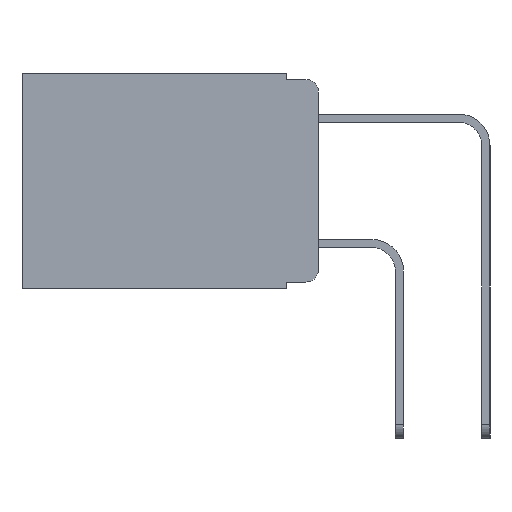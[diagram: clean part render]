
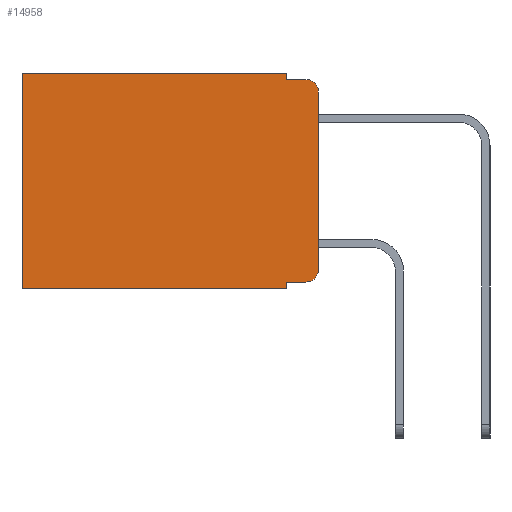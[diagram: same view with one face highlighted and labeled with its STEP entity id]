
A CAD part, left-side view. The second image highlights one B-rep face of the part: STEP entity #14958.
In plain terms, the highlighted planar face has unit normal (-1, 0, 0).
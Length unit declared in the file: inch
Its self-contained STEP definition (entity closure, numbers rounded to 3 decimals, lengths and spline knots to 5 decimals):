
#283 = EDGE_CURVE ( 'NONE', #15648, #17531, #690, .T. ) ;
#297 = CARTESIAN_POINT ( 'NONE',  ( 0.298, 0.02, -0.01 ) ) ;
#609 = CARTESIAN_POINT ( 'NONE',  ( 0.298, 0., 0. ) ) ;
#633 = CARTESIAN_POINT ( 'NONE',  ( 0.298, 0., -0.313 ) ) ;
#690 = LINE ( 'NONE', #6102, #9048 ) ;
#798 = DIRECTION ( 'NONE',  ( -1., 0., 0. ) ) ;
#802 = CARTESIAN_POINT ( 'NONE',  ( 0.298, 0.473, -0.343 ) ) ;
#1845 = VERTEX_POINT ( 'NONE', #12652 ) ;
#2169 = EDGE_CURVE ( 'NONE', #12366, #4695, #2212, .T. ) ;
#2212 = LINE ( 'NONE', #7448, #19020 ) ;
#2492 = CARTESIAN_POINT ( 'NONE',  ( 0.298, 0.473, 0. ) ) ;
#3073 = ORIENTED_EDGE ( 'NONE', *, *, #15231, .T. ) ;
#3091 = AXIS2_PLACEMENT_3D ( 'NONE', #3309, #4963, #16110 ) ;
#3248 = CARTESIAN_POINT ( 'NONE',  ( 0.298, 0.051, -0.333 ) ) ;
#3309 = CARTESIAN_POINT ( 'NONE',  ( 0.298, 0., 0. ) ) ;
#3939 = VERTEX_POINT ( 'NONE', #802 ) ;
#4097 = VERTEX_POINT ( 'NONE', #633 ) ;
#4105 = LINE ( 'NONE', #609, #16321 ) ;
#4231 = CIRCLE ( 'NONE', #20412, 0.02 ) ;
#4695 = VERTEX_POINT ( 'NONE', #297 ) ;
#4703 = LINE ( 'NONE', #6456, #8635 ) ;
#4776 = EDGE_CURVE ( 'NONE', #9603, #3939, #5472, .T. ) ;
#4888 = DIRECTION ( 'NONE',  ( 0., -1., 0. ) ) ;
#4963 = DIRECTION ( 'NONE',  ( 1., 0., 0. ) ) ;
#5033 = CARTESIAN_POINT ( 'NONE',  ( 0.298, 0.051, 0. ) ) ;
#5160 = EDGE_CURVE ( 'NONE', #17531, #3939, #18937, .T. ) ;
#5472 = LINE ( 'NONE', #20163, #18022 ) ;
#5653 = CARTESIAN_POINT ( 'NONE',  ( 0.298, 0., 0. ) ) ;
#5873 = ORIENTED_EDGE ( 'NONE', *, *, #11982, .T. ) ;
#6102 = CARTESIAN_POINT ( 'NONE',  ( 0.298, 0.051, 0. ) ) ;
#6456 = CARTESIAN_POINT ( 'NONE',  ( 0.298, 0.051, 0. ) ) ;
#6493 = VECTOR ( 'NONE', #17249, 39.37008 ) ;
#6662 = FACE_OUTER_BOUND ( 'NONE', #14147, .T. ) ;
#7250 = CIRCLE ( 'NONE', #19984, 0.02 ) ;
#7401 = EDGE_CURVE ( 'NONE', #13828, #4097, #7250, .T. ) ;
#7448 = CARTESIAN_POINT ( 'NONE',  ( 0.298, 0.051, -0.01 ) ) ;
#7456 = ORIENTED_EDGE ( 'NONE', *, *, #283, .F. ) ;
#8635 = VECTOR ( 'NONE', #17448, 39.37008 ) ;
#9048 = VECTOR ( 'NONE', #13641, 39.37008 ) ;
#9603 = VERTEX_POINT ( 'NONE', #2492 ) ;
#10093 = LINE ( 'NONE', #5653, #18165 ) ;
#10317 = ORIENTED_EDGE ( 'NONE', *, *, #14621, .F. ) ;
#10698 = CARTESIAN_POINT ( 'NONE',  ( 0.298, 0.02, -0.03 ) ) ;
#10954 = LINE ( 'NONE', #3248, #18575 ) ;
#11262 = ORIENTED_EDGE ( 'NONE', *, *, #2169, .F. ) ;
#11354 = DIRECTION ( 'NONE',  ( -1., 0., 0. ) ) ;
#11982 = EDGE_CURVE ( 'NONE', #1845, #4695, #4231, .T. ) ;
#12218 = ORIENTED_EDGE ( 'NONE', *, *, #5160, .F. ) ;
#12232 = DIRECTION ( 'NONE',  ( 0., 0., -1. ) ) ;
#12366 = VERTEX_POINT ( 'NONE', #13199 ) ;
#12652 = CARTESIAN_POINT ( 'NONE',  ( 0.298, 0., -0.03 ) ) ;
#12722 = ORIENTED_EDGE ( 'NONE', *, *, #16864, .T. ) ;
#13199 = CARTESIAN_POINT ( 'NONE',  ( 0.298, 0.051, -0.01 ) ) ;
#13641 = DIRECTION ( 'NONE',  ( 0., 0., -1. ) ) ;
#13654 = DIRECTION ( 'NONE',  ( 0., 0., -1. ) ) ;
#13828 = VERTEX_POINT ( 'NONE', #20565 ) ;
#13954 = DIRECTION ( 'NONE',  ( 0., -1., 0. ) ) ;
#14147 = EDGE_LOOP ( 'NONE', ( #10317, #5873, #11262, #14420, #3073, #15367, #12218, #7456, #12722, #17250 ) ) ;
#14420 = ORIENTED_EDGE ( 'NONE', *, *, #18481, .F. ) ;
#14572 = PLANE ( 'NONE',  #3091 ) ;
#14621 = EDGE_CURVE ( 'NONE', #1845, #4097, #4105, .T. ) ;
#14958 = ADVANCED_FACE ( 'NONE', ( #6662 ), #14572, .F. ) ;
#15009 = VERTEX_POINT ( 'NONE', #5033 ) ;
#15231 = EDGE_CURVE ( 'NONE', #15009, #9603, #10093, .T. ) ;
#15367 = ORIENTED_EDGE ( 'NONE', *, *, #4776, .T. ) ;
#15648 = VERTEX_POINT ( 'NONE', #17508 ) ;
#16110 = DIRECTION ( 'NONE',  ( 0., 0., -1. ) ) ;
#16321 = VECTOR ( 'NONE', #13654, 39.37008 ) ;
#16746 = DIRECTION ( 'NONE',  ( 0., 1., 0. ) ) ;
#16824 = DIRECTION ( 'NONE',  ( 0., 0., -1. ) ) ;
#16864 = EDGE_CURVE ( 'NONE', #15648, #13828, #10954, .T. ) ;
#17027 = CARTESIAN_POINT ( 'NONE',  ( 0.298, 0.02, -0.313 ) ) ;
#17249 = DIRECTION ( 'NONE',  ( 0., 1., 0. ) ) ;
#17250 = ORIENTED_EDGE ( 'NONE', *, *, #7401, .T. ) ;
#17273 = CARTESIAN_POINT ( 'NONE',  ( 0.298, 0., -0.343 ) ) ;
#17448 = DIRECTION ( 'NONE',  ( 0., 0., -1. ) ) ;
#17508 = CARTESIAN_POINT ( 'NONE',  ( 0.298, 0.051, -0.333 ) ) ;
#17531 = VERTEX_POINT ( 'NONE', #19328 ) ;
#18022 = VECTOR ( 'NONE', #20147, 39.37008 ) ;
#18165 = VECTOR ( 'NONE', #16746, 39.37008 ) ;
#18481 = EDGE_CURVE ( 'NONE', #15009, #12366, #4703, .T. ) ;
#18575 = VECTOR ( 'NONE', #4888, 39.37008 ) ;
#18937 = LINE ( 'NONE', #17273, #6493 ) ;
#19020 = VECTOR ( 'NONE', #13954, 39.37008 ) ;
#19328 = CARTESIAN_POINT ( 'NONE',  ( 0.298, 0.051, -0.343 ) ) ;
#19984 = AXIS2_PLACEMENT_3D ( 'NONE', #17027, #11354, #16824 ) ;
#20147 = DIRECTION ( 'NONE',  ( 0., 0., -1. ) ) ;
#20163 = CARTESIAN_POINT ( 'NONE',  ( 0.298, 0.473, 0. ) ) ;
#20412 = AXIS2_PLACEMENT_3D ( 'NONE', #10698, #798, #12232 ) ;
#20565 = CARTESIAN_POINT ( 'NONE',  ( 0.298, 0.02, -0.333 ) ) ;
